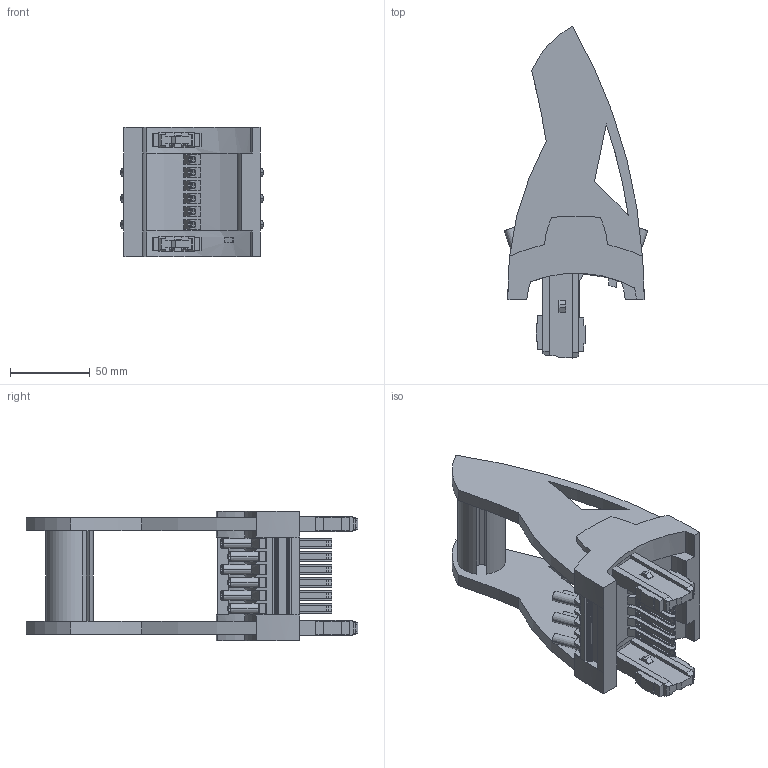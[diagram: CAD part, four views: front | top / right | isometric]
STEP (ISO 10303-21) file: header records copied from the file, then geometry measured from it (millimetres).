
FILE_DESCRIPTION(('SolidDesigner STEP Export'),'2;1');
FILE_NAME('3069966_FTPR_3_6S-select.stp','2016-03-17T13:51:28',(''),(''),'Creo Elements/Direct Modeling STEP processor for AP214 (Solid Model)','Creo Elements/Direct Modeling 18.1 06-May-2012 (C) Parametric Technology GmbH','');
FILE_SCHEMA(('AUTOMOTIVE_DESIGN { 1 0 10303 214 1 1 1 1 }'));
Length unit declared in the file: millimetre
Products named in the file (2): 3069966_FTPR_3_6S-select
Assembly tree (1 placements, depth 2):
  3069966_FTPR_3_6S-select
    3069966_FTPR_3_6S-select
Bounding box: 89.89 x 208.03 x 81.5 mm (x, y, z)
Volume: 342428.1 mm3; surface area: 90780.3 mm2
Topology: 1 solids, 1 shells, 765 faces, 2228 edges, 1508 vertices
Faces by surface type: plane 565, cylinder 174, cone 24, extrusion 2
Entity records: 31360 total; most frequent: CARTESIAN_POINT 5831, ORIENTED_EDGE 4456, DIRECTION 3725, EDGE_CURVE 2228, VECTOR 1513, LINE 1511, VERTEX_POINT 1508, AXIS2_PLACEMENT_3D 1106
